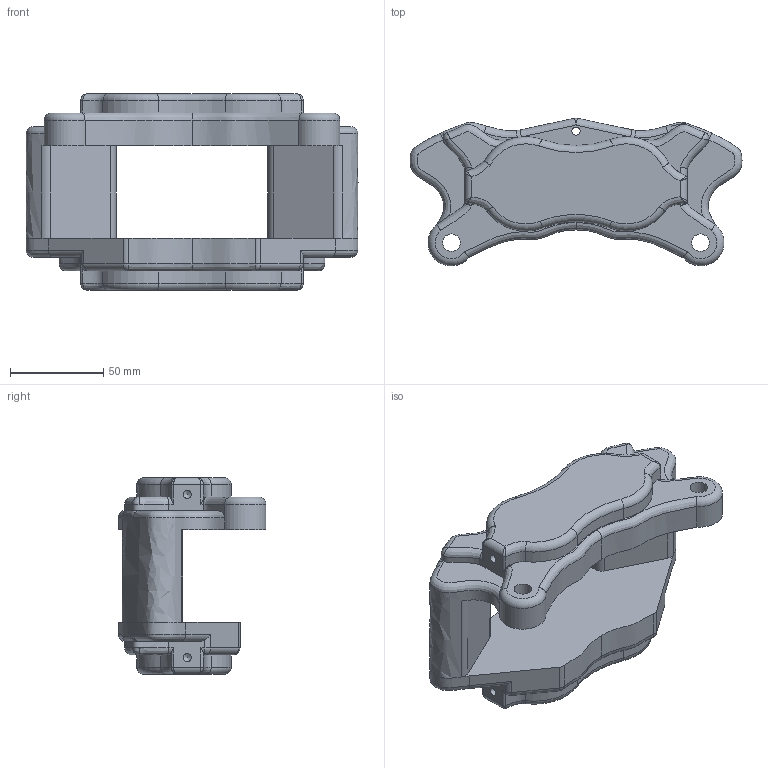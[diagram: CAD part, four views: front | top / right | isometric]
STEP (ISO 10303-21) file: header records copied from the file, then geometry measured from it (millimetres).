
FILE_DESCRIPTION(/* description */ (''),/* implementation_level */ '2;1');
FILE_NAME(/* name */ 'Wilwood Dynalite 4 Piston Caliper.step',/* time_stamp */ '2022-03-16T20:00:43-05:00',/* author */ ('Zain Ali'),/* organization */ (''),/* preprocessor_version */ 'ST-DEVELOPER v18.1',/* originating_system */ 'Autodesk Inventor 2021',/* authorisation */ '');
FILE_SCHEMA (('AUTOMOTIVE_DESIGN { 1 0 10303 214 3 1 1 }'));
Length unit declared in the file: inch
Products named in the file (1): Wilwood Dynalite 4 Piston Caliper .81 inch Rotor Thickness
Bounding box: 177.82 x 79.12 x 105.41 mm (x, y, z)
Volume: 468811.5 mm3; surface area: 68681.6 mm2
Topology: 1 solids, 1 shells, 248 faces, 642 edges, 392 vertices
Faces by surface type: cylinder 91, bspline 76, plane 53, torus 14, cone 8, sphere 6
Full cylindrical faces by diameter (mm): 3.048 x1, 4.343 x4, 4.369 x2, 4.558 x2, 6.35 x4, 9.403 x2, 9.525 x2
Entity records: 23856 total; most frequent: CARTESIAN_POINT 18255, ORIENTED_EDGE 1244, DIRECTION 1007, EDGE_CURVE 622, AXIS2_PLACEMENT_3D 400, VERTEX_POINT 392, EDGE_LOOP 274, FACE_OUTER_BOUND 248
